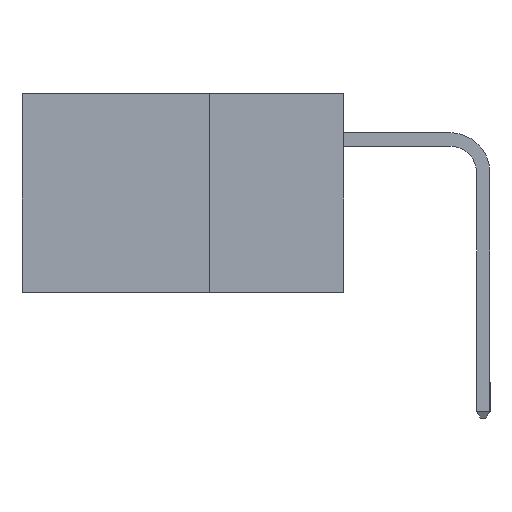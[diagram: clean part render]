
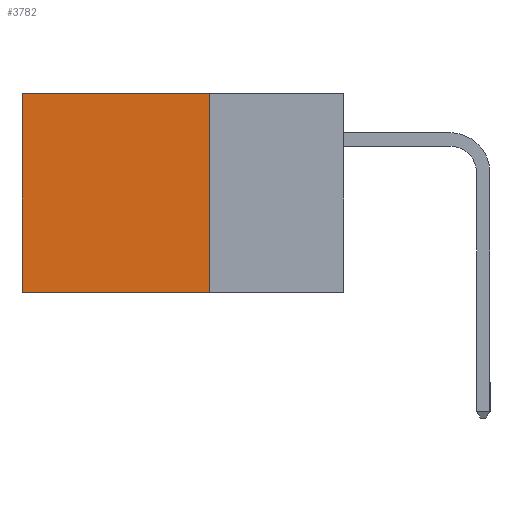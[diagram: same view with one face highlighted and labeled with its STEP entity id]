
A CAD part, left-side view. The second image highlights one B-rep face of the part: STEP entity #3782.
In plain terms, the highlighted planar face has unit normal (-1, 0, 0).
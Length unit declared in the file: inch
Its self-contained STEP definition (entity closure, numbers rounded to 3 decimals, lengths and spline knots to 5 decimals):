
#513 = VECTOR ( 'NONE', #9194, 39.37008 ) ;
#688 = CARTESIAN_POINT ( 'NONE',  ( 0.298, 0.25, -0.37 ) ) ;
#751 = CARTESIAN_POINT ( 'NONE',  ( 0.298, 0.25, -0.37 ) ) ;
#852 = AXIS2_PLACEMENT_3D ( 'NONE', #10605, #11729, #5212 ) ;
#1075 = VECTOR ( 'NONE', #9606, 39.37008 ) ;
#2307 = EDGE_CURVE ( 'NONE', #9720, #10900, #5926, .T. ) ;
#2631 = DIRECTION ( 'NONE',  ( 0., 0., -1. ) ) ;
#2699 = LINE ( 'NONE', #688, #13933 ) ;
#2723 = CARTESIAN_POINT ( 'NONE',  ( 0.298, 0.25, 0. ) ) ;
#2763 = CARTESIAN_POINT ( 'NONE',  ( 0.298, 0.25, 0. ) ) ;
#3010 = PLANE ( 'NONE',  #852 ) ;
#3170 = CARTESIAN_POINT ( 'NONE',  ( 0.298, 0.6, -0.37 ) ) ;
#3782 = ADVANCED_FACE ( 'NONE', ( #13082 ), #3010, .F. ) ;
#4107 = ORIENTED_EDGE ( 'NONE', *, *, #2307, .T. ) ;
#5212 = DIRECTION ( 'NONE',  ( 0., 0., -1. ) ) ;
#5926 = LINE ( 'NONE', #2723, #513 ) ;
#6705 = EDGE_CURVE ( 'NONE', #9720, #13985, #12637, .T. ) ;
#7238 = VERTEX_POINT ( 'NONE', #3170 ) ;
#7283 = LINE ( 'NONE', #10211, #12762 ) ;
#8553 = CARTESIAN_POINT ( 'NONE',  ( 0.298, 0.25, 0. ) ) ;
#9194 = DIRECTION ( 'NONE',  ( 0., 1., 0. ) ) ;
#9603 = EDGE_CURVE ( 'NONE', #10900, #7238, #7283, .T. ) ;
#9606 = DIRECTION ( 'NONE',  ( 0., 0., -1. ) ) ;
#9720 = VERTEX_POINT ( 'NONE', #2763 ) ;
#9771 = EDGE_CURVE ( 'NONE', #13985, #7238, #2699, .T. ) ;
#9984 = ORIENTED_EDGE ( 'NONE', *, *, #9603, .T. ) ;
#10211 = CARTESIAN_POINT ( 'NONE',  ( 0.298, 0.6, 0. ) ) ;
#10605 = CARTESIAN_POINT ( 'NONE',  ( 0.298, 0.25, 0. ) ) ;
#10900 = VERTEX_POINT ( 'NONE', #12411 ) ;
#10934 = ORIENTED_EDGE ( 'NONE', *, *, #9771, .F. ) ;
#10993 = ORIENTED_EDGE ( 'NONE', *, *, #6705, .F. ) ;
#11567 = DIRECTION ( 'NONE',  ( 0., 1., 0. ) ) ;
#11729 = DIRECTION ( 'NONE',  ( 1., 0., 0. ) ) ;
#12411 = CARTESIAN_POINT ( 'NONE',  ( 0.298, 0.6, 0. ) ) ;
#12637 = LINE ( 'NONE', #8553, #1075 ) ;
#12762 = VECTOR ( 'NONE', #2631, 39.37008 ) ;
#13082 = FACE_OUTER_BOUND ( 'NONE', #13321, .T. ) ;
#13321 = EDGE_LOOP ( 'NONE', ( #9984, #10934, #10993, #4107 ) ) ;
#13933 = VECTOR ( 'NONE', #11567, 39.37008 ) ;
#13985 = VERTEX_POINT ( 'NONE', #751 ) ;
